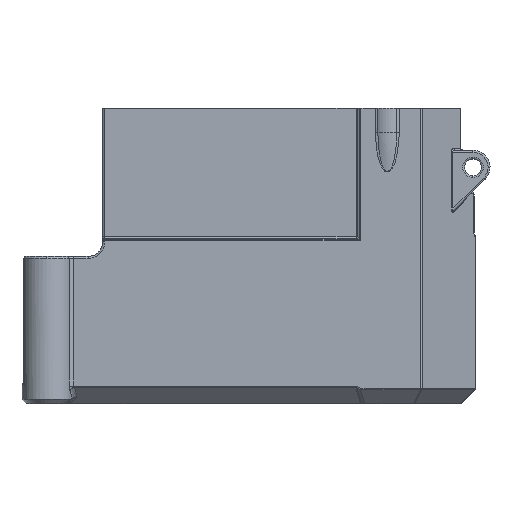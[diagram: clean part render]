
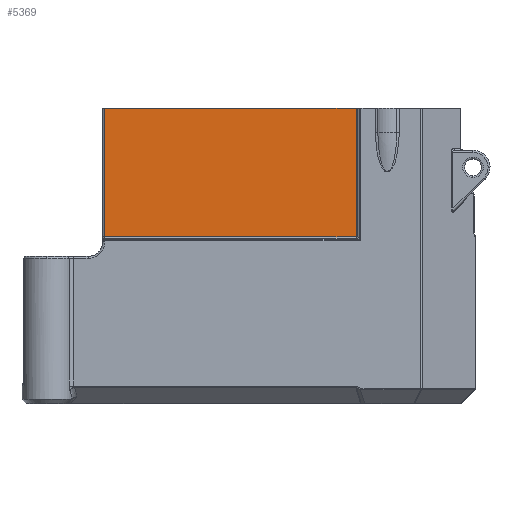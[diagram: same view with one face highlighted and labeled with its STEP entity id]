
A CAD part, left-side view. The second image highlights one B-rep face of the part: STEP entity #5369.
In plain terms, the highlighted planar face has unit normal (-1, 0, 0).
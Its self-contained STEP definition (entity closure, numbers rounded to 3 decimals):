
#62 = CARTESIAN_POINT ( 'NONE',  ( -31.33, 34.334, 0. ) ) ;
#892 = CARTESIAN_POINT ( 'NONE',  ( -31.33, 33.88, 0. ) ) ;
#1364 = DIRECTION ( 'NONE',  ( 0., 0., 1. ) ) ;
#1477 = CARTESIAN_POINT ( 'NONE',  ( -31.33, 34.334, -60.5 ) ) ;
#2284 = VERTEX_POINT ( 'NONE', #892 ) ;
#2490 = CARTESIAN_POINT ( 'NONE',  ( -31.33, -17.503, 0. ) ) ;
#2772 = CARTESIAN_POINT ( 'NONE',  ( -31.33, -17.503, 0. ) ) ;
#2900 = ORIENTED_EDGE ( 'NONE', *, *, #13826, .T. ) ;
#2916 = CARTESIAN_POINT ( 'NONE',  ( -31.33, -17.321, -26.334 ) ) ;
#4615 = VECTOR ( 'NONE', #1364, 1000. ) ;
#5369 = ADVANCED_FACE ( 'NONE', ( #12356 ), #16105, .T. ) ;
#5834 = ORIENTED_EDGE ( 'NONE', *, *, #6122, .T. ) ;
#5940 = VECTOR ( 'NONE', #8238, 1000. ) ;
#6122 = EDGE_CURVE ( 'NONE', #2284, #10348, #8392, .T. ) ;
#6549 = VERTEX_POINT ( 'NONE', #10003 ) ;
#6777 = DIRECTION ( 'NONE',  ( 0., -1., 0. ) ) ;
#7015 = CARTESIAN_POINT ( 'NONE',  ( -31.33, 33.88, -26.334 ) ) ;
#7664 = VERTEX_POINT ( 'NONE', #2772 ) ;
#8061 = LINE ( 'NONE', #2490, #4615 ) ;
#8238 = DIRECTION ( 'NONE',  ( 0., -1., 0. ) ) ;
#8392 = LINE ( 'NONE', #16398, #15302 ) ;
#8656 = EDGE_LOOP ( 'NONE', ( #15260, #5834, #2900, #13170 ) ) ;
#9155 = AXIS2_PLACEMENT_3D ( 'NONE', #1477, #12270, #6777 ) ;
#9388 = LINE ( 'NONE', #62, #11048 ) ;
#10003 = CARTESIAN_POINT ( 'NONE',  ( -31.33, -17.503, -26.334 ) ) ;
#10224 = EDGE_CURVE ( 'NONE', #2284, #7664, #9388, .T. ) ;
#10348 = VERTEX_POINT ( 'NONE', #7015 ) ;
#10689 = DIRECTION ( 'NONE',  ( 0., -1., 0. ) ) ;
#11048 = VECTOR ( 'NONE', #10689, 1000. ) ;
#11340 = LINE ( 'NONE', #2916, #5940 ) ;
#12270 = DIRECTION ( 'NONE',  ( -1., 0., 0. ) ) ;
#12356 = FACE_OUTER_BOUND ( 'NONE', #8656, .T. ) ;
#13170 = ORIENTED_EDGE ( 'NONE', *, *, #16212, .T. ) ;
#13700 = DIRECTION ( 'NONE',  ( 0., 0., -1. ) ) ;
#13826 = EDGE_CURVE ( 'NONE', #10348, #6549, #11340, .T. ) ;
#15260 = ORIENTED_EDGE ( 'NONE', *, *, #10224, .F. ) ;
#15302 = VECTOR ( 'NONE', #13700, 1000. ) ;
#16105 = PLANE ( 'NONE',  #9155 ) ;
#16212 = EDGE_CURVE ( 'NONE', #6549, #7664, #8061, .T. ) ;
#16398 = CARTESIAN_POINT ( 'NONE',  ( -31.33, 33.88, -26.334 ) ) ;
